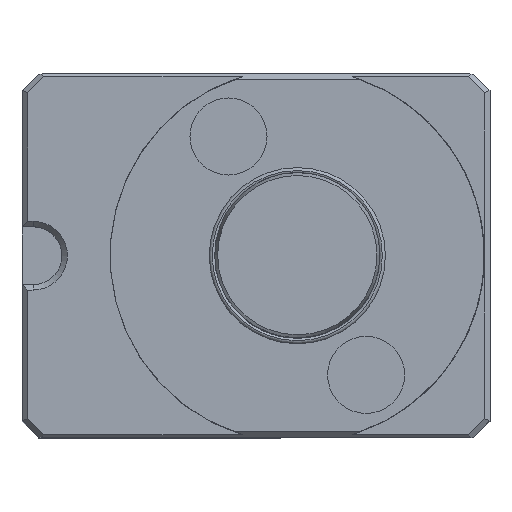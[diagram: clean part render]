
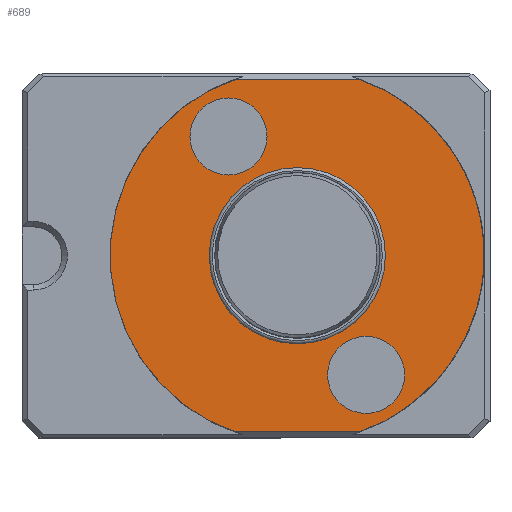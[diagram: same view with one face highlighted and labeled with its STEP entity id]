
A CAD part, top view. The second image highlights one B-rep face of the part: STEP entity #689.
In plain terms, the highlighted planar face has unit normal (0, 0, 1).
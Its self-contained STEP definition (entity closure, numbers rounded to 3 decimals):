
#217=LINE('',#3751,#453);
#218=LINE('',#3759,#454);
#453=VECTOR('',#2783,1.);
#454=VECTOR('',#2794,1.);
#579=FACE_BOUND('',#1041,.T.);
#580=FACE_BOUND('',#1042,.T.);
#581=FACE_BOUND('',#1043,.T.);
#582=FACE_BOUND('',#1044,.T.);
#689=ADVANCED_FACE('',(#579,#580,#581,#582),#794,.F.);
#794=PLANE('',#2346);
#1041=EDGE_LOOP('',(#1485));
#1042=EDGE_LOOP('',(#1486));
#1043=EDGE_LOOP('',(#1487,#1488,#1489,#1490));
#1044=EDGE_LOOP('',(#1491));
#1485=ORIENTED_EDGE('',*,*,#2095,.F.);
#1486=ORIENTED_EDGE('',*,*,#2096,.F.);
#1487=ORIENTED_EDGE('',*,*,#2094,.F.);
#1488=ORIENTED_EDGE('',*,*,#2092,.T.);
#1489=ORIENTED_EDGE('',*,*,#2090,.F.);
#1490=ORIENTED_EDGE('',*,*,#2088,.T.);
#1491=ORIENTED_EDGE('',*,*,#1899,.F.);
#1706=VERTEX_POINT('',#3337);
#1834=VERTEX_POINT('',#3750);
#1835=VERTEX_POINT('',#3752);
#1836=VERTEX_POINT('',#3756);
#1837=VERTEX_POINT('',#3760);
#1838=VERTEX_POINT('',#3766);
#1839=VERTEX_POINT('',#3768);
#1899=EDGE_CURVE('',#1706,#1706,#2172,.T.);
#2088=EDGE_CURVE('',#1835,#1834,#217,.T.);
#2090=EDGE_CURVE('',#1835,#1836,#2188,.T.);
#2092=EDGE_CURVE('',#1837,#1836,#218,.T.);
#2094=EDGE_CURVE('',#1837,#1834,#2189,.T.);
#2095=EDGE_CURVE('',#1838,#1838,#2190,.T.);
#2096=EDGE_CURVE('',#1839,#1839,#2191,.T.);
#2172=CIRCLE('',#2249,15.966);
#2188=CIRCLE('',#2337,34.);
#2189=CIRCLE('',#2342,34.);
#2190=CIRCLE('',#2344,7.);
#2191=CIRCLE('',#2345,7.);
#2249=AXIS2_PLACEMENT_3D('',#3336,#2443,#2444);
#2337=AXIS2_PLACEMENT_3D('',#3755,#2788,#2789);
#2342=AXIS2_PLACEMENT_3D('',#3763,#2799,#2800);
#2344=AXIS2_PLACEMENT_3D('',#3765,#2803,#2804);
#2345=AXIS2_PLACEMENT_3D('',#3767,#2805,#2806);
#2346=AXIS2_PLACEMENT_3D('',#3769,#2807,#2808);
#2443=DIRECTION('',(0.,0.,1.));
#2444=DIRECTION('',(0.,1.,0.));
#2783=DIRECTION('',(-1.,0.,0.));
#2788=DIRECTION('',(0.,0.,-1.));
#2789=DIRECTION('',(0.,1.,0.));
#2794=DIRECTION('',(1.,0.,0.));
#2799=DIRECTION('',(0.,0.,-1.));
#2800=DIRECTION('',(0.,1.,0.));
#2803=DIRECTION('',(0.,0.,1.));
#2804=DIRECTION('',(1.,0.,0.));
#2805=DIRECTION('',(0.,0.,1.));
#2806=DIRECTION('',(1.,0.,0.));
#2807=DIRECTION('',(0.,0.,-1.));
#2808=DIRECTION('',(1.,0.,0.));
#3336=CARTESIAN_POINT('',(0.,0.,0.));
#3337=CARTESIAN_POINT('',(0.,15.966,0.));
#3750=CARTESIAN_POINT('',(-11.489,32.,0.));
#3751=CARTESIAN_POINT('',(-50.,32.,0.));
#3752=CARTESIAN_POINT('',(11.489,32.,0.));
#3755=CARTESIAN_POINT('',(0.,0.,0.));
#3756=CARTESIAN_POINT('',(11.489,-32.,0.));
#3759=CARTESIAN_POINT('',(-50.,-32.,0.));
#3760=CARTESIAN_POINT('',(-11.489,-32.,0.));
#3763=CARTESIAN_POINT('',(0.,0.,0.));
#3765=CARTESIAN_POINT('',(12.5,-21.65,0.));
#3766=CARTESIAN_POINT('',(19.5,-21.65,0.));
#3767=CARTESIAN_POINT('',(-12.5,21.65,0.));
#3768=CARTESIAN_POINT('',(-5.5,21.65,0.));
#3769=CARTESIAN_POINT('',(-50.,33.,0.));
